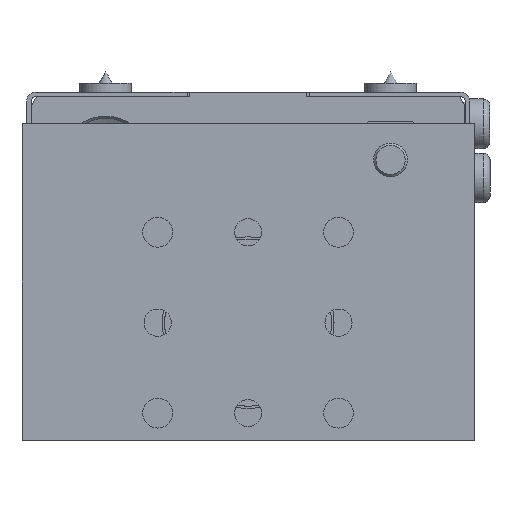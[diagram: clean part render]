
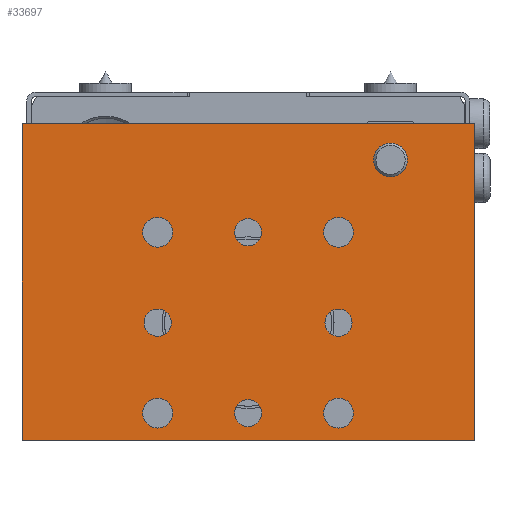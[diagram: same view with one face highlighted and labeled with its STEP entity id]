
A CAD part, left-side view. The second image highlights one B-rep face of the part: STEP entity #33697.
In plain terms, the highlighted face is planar.
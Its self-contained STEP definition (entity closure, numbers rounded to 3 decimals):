
#33189=CARTESIAN_POINT('',(250.,35.229,61.));
#33190=VERTEX_POINT('',#33189);
#33191=CARTESIAN_POINT('',(250.,31.5,61.));
#33192=DIRECTION('',(-1.0,0.0,0.0));
#33193=DIRECTION('',(0.0,-1.0,0.0));
#33194=AXIS2_PLACEMENT_3D('',#33191,#33192,#33193);
#33195=CIRCLE('',#33194,3.73);
#33196=EDGE_CURVE('',#33190,#33190,#33195,.T.);
#33209=CARTESIAN_POINT('',(250.,3.,5.));
#33210=VERTEX_POINT('',#33209);
#33211=CARTESIAN_POINT('',(250.,0.,5.));
#33212=DIRECTION('',(-1.0,0.0,0.0));
#33213=DIRECTION('',(0.0,1.0,0.0));
#33214=AXIS2_PLACEMENT_3D('',#33211,#33212,#33213);
#33215=CIRCLE('',#33214,3.0);
#33216=EDGE_CURVE('',#33210,#33210,#33215,.T.);
#33229=CARTESIAN_POINT('',(250.,3.,45.));
#33230=VERTEX_POINT('',#33229);
#33231=CARTESIAN_POINT('',(250.,0.,45.));
#33232=DIRECTION('',(-1.0,0.0,0.0));
#33233=DIRECTION('',(0.0,1.0,0.0));
#33234=AXIS2_PLACEMENT_3D('',#33231,#33232,#33233);
#33235=CIRCLE('',#33234,3.0);
#33236=EDGE_CURVE('',#33230,#33230,#33235,.T.);
#33249=CARTESIAN_POINT('',(250.,-17.,25.));
#33250=VERTEX_POINT('',#33249);
#33251=CARTESIAN_POINT('',(250.,-20.,25.));
#33252=DIRECTION('',(-1.0,0.0,0.0));
#33253=DIRECTION('',(0.0,1.0,0.0));
#33254=AXIS2_PLACEMENT_3D('',#33251,#33252,#33253);
#33255=CIRCLE('',#33254,3.0);
#33256=EDGE_CURVE('',#33250,#33250,#33255,.T.);
#33269=CARTESIAN_POINT('',(250.,23.,25.));
#33270=VERTEX_POINT('',#33269);
#33271=CARTESIAN_POINT('',(250.,20.,25.));
#33272=DIRECTION('',(-1.0,0.0,0.0));
#33273=DIRECTION('',(0.0,1.0,0.0));
#33274=AXIS2_PLACEMENT_3D('',#33271,#33272,#33273);
#33275=CIRCLE('',#33274,3.0);
#33276=EDGE_CURVE('',#33270,#33270,#33275,.T.);
#33326=CARTESIAN_POINT('',(250.,23.3,45.));
#33327=VERTEX_POINT('',#33326);
#33328=CARTESIAN_POINT('',(250.,20.,45.));
#33329=DIRECTION('',(-1.0,0.0,0.0));
#33330=DIRECTION('',(0.0,-1.0,0.0));
#33331=AXIS2_PLACEMENT_3D('',#33328,#33329,#33330);
#33332=CIRCLE('',#33331,3.3);
#33333=EDGE_CURVE('',#33327,#33327,#33332,.T.);
#33386=CARTESIAN_POINT('',(250.,-16.7,5.));
#33387=VERTEX_POINT('',#33386);
#33388=CARTESIAN_POINT('',(250.,-20.,5.));
#33389=DIRECTION('',(-1.0,0.0,0.0));
#33390=DIRECTION('',(0.0,-1.0,0.0));
#33391=AXIS2_PLACEMENT_3D('',#33388,#33389,#33390);
#33392=CIRCLE('',#33391,3.3);
#33393=EDGE_CURVE('',#33387,#33387,#33392,.T.);
#33446=CARTESIAN_POINT('',(250.,-16.7,45.));
#33447=VERTEX_POINT('',#33446);
#33448=CARTESIAN_POINT('',(250.,-20.,45.));
#33449=DIRECTION('',(-1.0,0.0,0.0));
#33450=DIRECTION('',(0.0,-1.0,0.0));
#33451=AXIS2_PLACEMENT_3D('',#33448,#33449,#33450);
#33452=CIRCLE('',#33451,3.3);
#33453=EDGE_CURVE('',#33447,#33447,#33452,.T.);
#33506=CARTESIAN_POINT('',(250.,23.3,5.));
#33507=VERTEX_POINT('',#33506);
#33508=CARTESIAN_POINT('',(250.,20.,5.));
#33509=DIRECTION('',(-1.0,0.0,0.0));
#33510=DIRECTION('',(0.0,-1.0,0.0));
#33511=AXIS2_PLACEMENT_3D('',#33508,#33509,#33510);
#33512=CIRCLE('',#33511,3.3);
#33513=EDGE_CURVE('',#33507,#33507,#33512,.T.);
#33550=CARTESIAN_POINT('',(250.,-50.,-1.));
#33551=VERTEX_POINT('',#33550);
#33552=CARTESIAN_POINT('',(250.,-50.,69.));
#33553=VERTEX_POINT('',#33552);
#33554=CARTESIAN_POINT('',(250.,-50.,-1.));
#33555=DIRECTION('',(0.0,0.0,1.0));
#33556=VECTOR('',#33555,70.);
#33557=LINE('',#33554,#33556);
#33558=EDGE_CURVE('',#33551,#33553,#33557,.T.);
#33587=CARTESIAN_POINT('',(250.,50.,69.));
#33588=VERTEX_POINT('',#33587);
#33589=CARTESIAN_POINT('',(250.,-50.,69.));
#33590=DIRECTION('',(0.0,1.0,0.0));
#33591=VECTOR('',#33590,100.0);
#33592=LINE('',#33589,#33591);
#33593=EDGE_CURVE('',#33553,#33588,#33592,.T.);
#33611=CARTESIAN_POINT('',(250.,50.,-1.));
#33612=VERTEX_POINT('',#33611);
#33613=CARTESIAN_POINT('',(250.,50.,69.));
#33614=DIRECTION('',(0.0,0.0,-1.0));
#33615=VECTOR('',#33614,70.0);
#33616=LINE('',#33613,#33615);
#33617=EDGE_CURVE('',#33588,#33612,#33616,.T.);
#33641=CARTESIAN_POINT('',(250.,50.,-1.));
#33642=DIRECTION('',(0.0,-1.0,0.0));
#33643=VECTOR('',#33642,100.0);
#33644=LINE('',#33641,#33643);
#33645=EDGE_CURVE('',#33612,#33551,#33644,.T.);
#33659=CARTESIAN_POINT('',(250.,0.,34.));
#33660=DIRECTION('',(1.0,0.0,0.0));
#33661=DIRECTION('',(0.0,1.0,0.0));
#33662=AXIS2_PLACEMENT_3D('',#33659,#33660,#33661);
#33663=PLANE('',#33662);
#33664=ORIENTED_EDGE('',*,*,#33558,.F.);
#33665=ORIENTED_EDGE('',*,*,#33645,.F.);
#33666=ORIENTED_EDGE('',*,*,#33617,.F.);
#33667=ORIENTED_EDGE('',*,*,#33593,.F.);
#33668=EDGE_LOOP('',(#33664,#33665,#33666,#33667));
#33669=FACE_OUTER_BOUND('',#33668,.T.);
#33670=ORIENTED_EDGE('',*,*,#33196,.T.);
#33671=EDGE_LOOP('',(#33670));
#33672=FACE_BOUND('',#33671,.T.);
#33673=ORIENTED_EDGE('',*,*,#33216,.T.);
#33674=EDGE_LOOP('',(#33673));
#33675=FACE_BOUND('',#33674,.T.);
#33676=ORIENTED_EDGE('',*,*,#33236,.T.);
#33677=EDGE_LOOP('',(#33676));
#33678=FACE_BOUND('',#33677,.T.);
#33679=ORIENTED_EDGE('',*,*,#33256,.T.);
#33680=EDGE_LOOP('',(#33679));
#33681=FACE_BOUND('',#33680,.T.);
#33682=ORIENTED_EDGE('',*,*,#33276,.T.);
#33683=EDGE_LOOP('',(#33682));
#33684=FACE_BOUND('',#33683,.T.);
#33685=ORIENTED_EDGE('',*,*,#33333,.T.);
#33686=EDGE_LOOP('',(#33685));
#33687=FACE_BOUND('',#33686,.T.);
#33688=ORIENTED_EDGE('',*,*,#33393,.T.);
#33689=EDGE_LOOP('',(#33688));
#33690=FACE_BOUND('',#33689,.T.);
#33691=ORIENTED_EDGE('',*,*,#33453,.T.);
#33692=EDGE_LOOP('',(#33691));
#33693=FACE_BOUND('',#33692,.T.);
#33694=ORIENTED_EDGE('',*,*,#33513,.T.);
#33695=EDGE_LOOP('',(#33694));
#33696=FACE_BOUND('',#33695,.T.);
#33697=ADVANCED_FACE('',(#33669,#33672,#33675,#33678,#33681,#33684,#33687,#33690,#33693,#33696),#33663,.T.);
